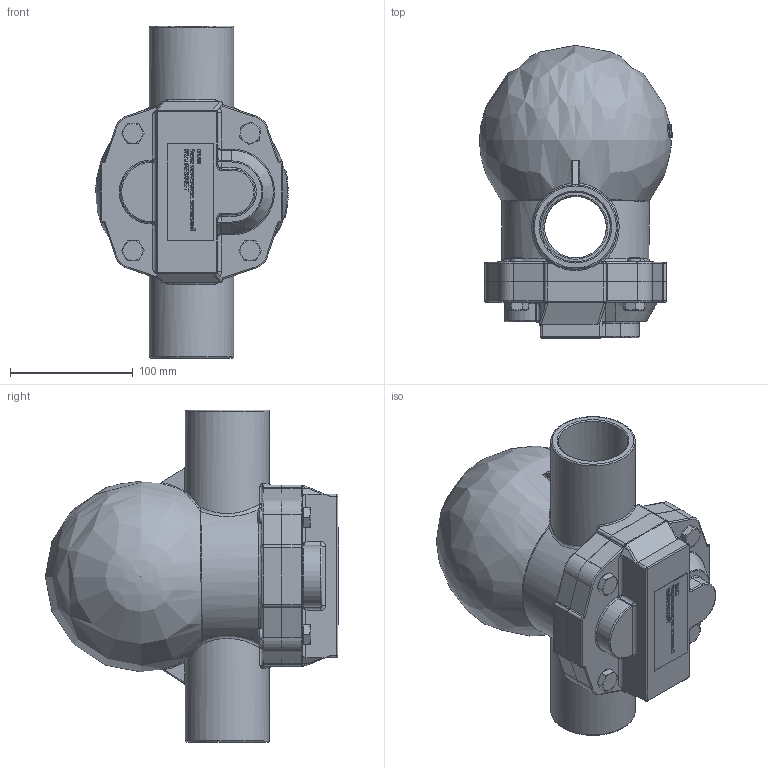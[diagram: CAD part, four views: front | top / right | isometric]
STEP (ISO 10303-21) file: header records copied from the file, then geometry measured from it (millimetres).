
FILE_DESCRIPTION(/* description */ (''),/* implementation_level */ '2;1');
FILE_NAME(/* name */ 'DN50_3D_STEP.stp',/* time_stamp */ '2025-11-25T12:52:02+03:00',/* author */ ('igorr'),/* organization */ (''),/* preprocessor_version */ 'ST-DEVELOPER v20',/* originating_system */ 'Autodesk Inventor 2025',/* authorisation */ '');
FILE_SCHEMA (('AUTOMOTIVE_DESIGN { 1 0 10303 214 3 1 1 }'));
Length unit declared in the file: millimetre
Products named in the file (3): Сборка1; Деталь1; AS 1110 - M10 x 16
Assembly tree (5 placements, depth 2):
  Сборка1
    Деталь1
    AS 1110 - M10 x 16  x4
Bounding box: 156.93 x 238.61 x 270 mm (x, y, z)
Volume: 3181827.3 mm3; surface area: 250253.3 mm2
Topology: 9 solids, 9 shells, 1295 faces, 3341 edges, 2137 vertices
Faces by surface type: plane 632, bspline 376, cylinder 180, torus 64, cone 35, sphere 8
Full cylindrical faces by diameter (mm): 10 x8, 11 x8, 16 x4, 50 x1, 50.24 x1, 56.656 x2, 68.656 x2
Entity records: 44199 total; most frequent: CARTESIAN_POINT 15235, ORIENTED_EDGE 6352, DIRECTION 4573, EDGE_CURVE 3176, VERTEX_POINT 2047, LINE 1865, VECTOR 1865, AXIS2_PLACEMENT_3D 1354
